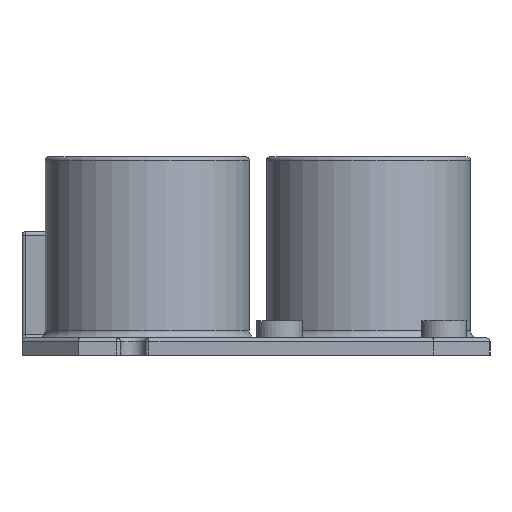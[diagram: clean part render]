
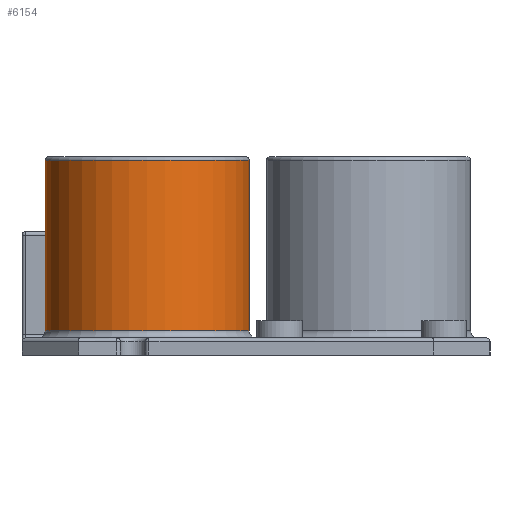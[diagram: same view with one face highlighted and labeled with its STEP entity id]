
A CAD part, left-side view. The second image highlights one B-rep face of the part: STEP entity #6154.
In plain terms, the highlighted cylindrical face has radius 14.3 mm (diameter 28.6 mm), a full revolution.
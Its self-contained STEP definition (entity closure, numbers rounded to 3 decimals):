
#621=LINE('',#10615,#1101);
#1101=VECTOR('',#8372,14.35);
#1352=CYLINDRICAL_SURFACE('',#6820,14.3);
#1627=FACE_OUTER_BOUND('',#2072,.T.);
#2072=EDGE_LOOP('',(#5072,#5073,#5074,#5075));
#2546=CIRCLE('',#6819,14.3);
#2547=CIRCLE('',#6821,14.3);
#3102=VERTEX_POINT('',#10610);
#3103=VERTEX_POINT('',#10614);
#3809=EDGE_CURVE('',#3102,#3102,#2546,.T.);
#3810=EDGE_CURVE('',#3102,#3103,#621,.T.);
#3811=EDGE_CURVE('',#3103,#3103,#2547,.T.);
#5072=ORIENTED_EDGE('',*,*,#3809,.F.);
#5073=ORIENTED_EDGE('',*,*,#3810,.T.);
#5074=ORIENTED_EDGE('',*,*,#3811,.F.);
#5075=ORIENTED_EDGE('',*,*,#3810,.F.);
#6154=ADVANCED_FACE('',(#1627),#1352,.T.);
#6819=AXIS2_PLACEMENT_3D('',#10612,#8368,#8369);
#6820=AXIS2_PLACEMENT_3D('',#10613,#8370,#8371);
#6821=AXIS2_PLACEMENT_3D('',#10616,#8373,#8374);
#8368=DIRECTION('center_axis',(0.,0.,
1.));
#8369=DIRECTION('ref_axis',(1.,0.,0.));
#8370=DIRECTION('center_axis',(0.,0.,
1.));
#8371=DIRECTION('ref_axis',(1.,0.,0.));
#8372=DIRECTION('',(0.,0.,-1.));
#8373=DIRECTION('center_axis',(0.,0.,-1.));
#8374=DIRECTION('ref_axis',(1.,0.,0.));
#10610=CARTESIAN_POINT('',(-93.35,16.,25.9));
#10612=CARTESIAN_POINT('Origin',(-79.05,16.,25.9));
#10613=CARTESIAN_POINT('Origin',(-79.05,16.,-0.4));
#10614=CARTESIAN_POINT('',(-93.35,16.,2.049));
#10615=CARTESIAN_POINT('',(-93.35,16.,-0.4));
#10616=CARTESIAN_POINT('Origin',(-79.05,16.,2.049));
